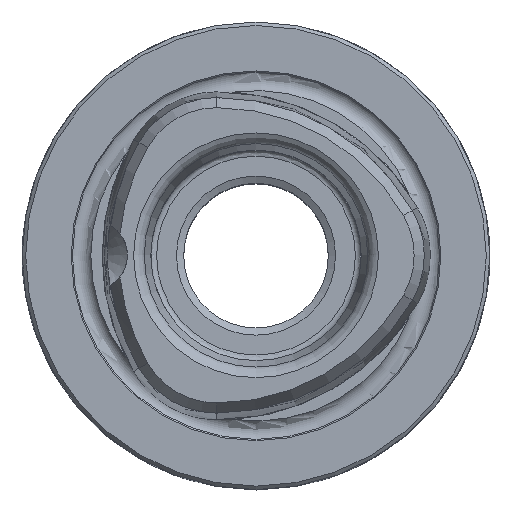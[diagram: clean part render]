
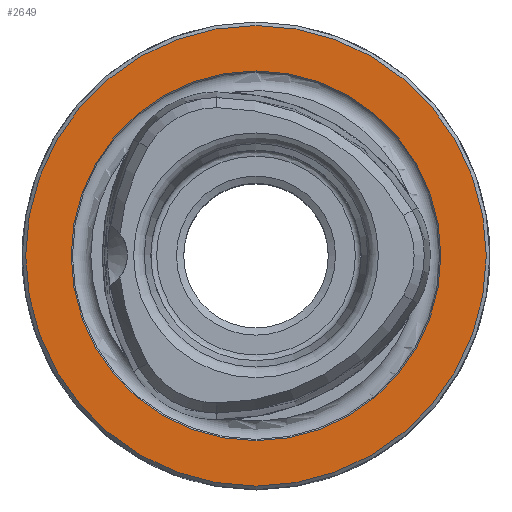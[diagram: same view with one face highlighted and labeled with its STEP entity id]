
A CAD part, top view. The second image highlights one B-rep face of the part: STEP entity #2649.
In plain terms, the highlighted planar face has unit normal (0, 0, 1).
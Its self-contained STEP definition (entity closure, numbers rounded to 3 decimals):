
#281=PLANE('',#2881);
#639=ORIENTED_EDGE('',*,*,#927,.T.);
#640=ORIENTED_EDGE('',*,*,#926,.F.);
#926=EDGE_CURVE('',#1109,#1109,#1251,.T.);
#927=EDGE_CURVE('',#1110,#1110,#1252,.T.);
#1109=VERTEX_POINT('',#4058);
#1110=VERTEX_POINT('',#4061);
#1251=CIRCLE('',#2880,15.814);
#1252=CIRCLE('',#2882,19.7);
#1406=EDGE_LOOP('',(#639));
#1407=EDGE_LOOP('',(#640));
#1598=FACE_BOUND('',#1406,.T.);
#1599=FACE_BOUND('',#1407,.T.);
#2649=ADVANCED_FACE('',(#1598,#1599),#281,.T.);
#2880=AXIS2_PLACEMENT_3D('',#4057,#3343,#3344);
#2881=AXIS2_PLACEMENT_3D('',#4059,#3345,#3346);
#2882=AXIS2_PLACEMENT_3D('',#4060,#3347,#3348);
#3343=DIRECTION('',(0.,0.,1.));
#3344=DIRECTION('',(1.,0.,0.));
#3345=DIRECTION('',(0.,0.,1.));
#3346=DIRECTION('',(1.,0.,0.));
#3347=DIRECTION('',(0.,0.,1.));
#3348=DIRECTION('',(1.,0.,0.));
#4057=CARTESIAN_POINT('',(0.,0.,0.));
#4058=CARTESIAN_POINT('',(15.814,0.,0.));
#4059=CARTESIAN_POINT('',(15.5,0.,0.));
#4060=CARTESIAN_POINT('',(0.,0.,0.));
#4061=CARTESIAN_POINT('',(19.7,0.,0.));
